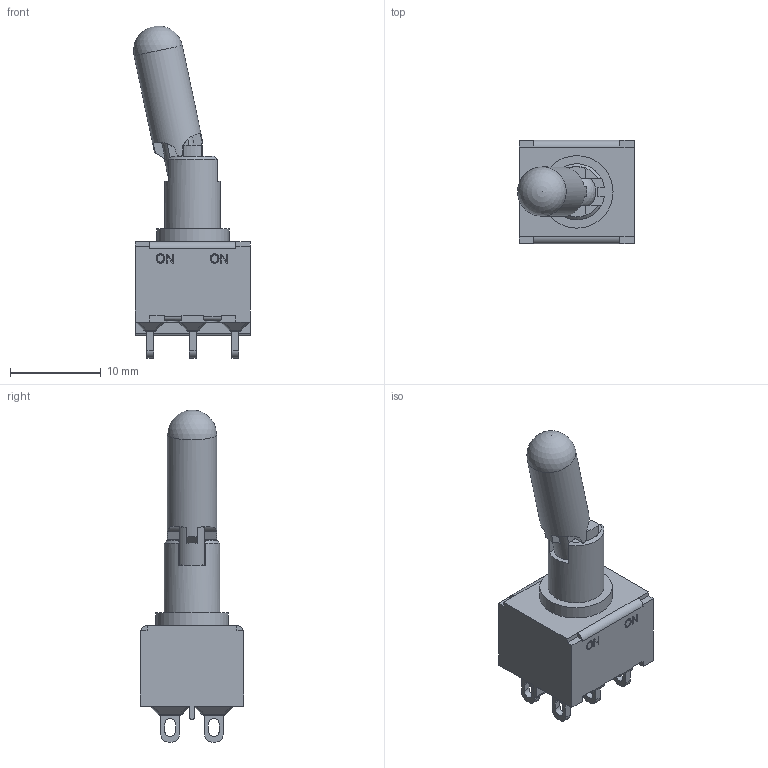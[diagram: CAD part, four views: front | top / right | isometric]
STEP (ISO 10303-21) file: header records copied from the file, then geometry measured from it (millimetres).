
FILE_DESCRIPTION((' '),'2;1');
FILE_NAME('100DPxK1B25M1xE.stp','2017-07-28T10:53:18',(' '),(' '),' ','ACIS',' ');
FILE_SCHEMA(('CONFIG_CONTROL_DESIGN'));
Length unit declared in the file: inch
Products named in the file (1): 100DPxK1B25M1xE.stp
Bounding box: 12.88 x 11.43 x 36.66 mm (x, y, z)
Volume: 1242.8 mm3; surface area: 2181.4 mm2
Topology: 1 solids, 2 shells, 443 faces, 1151 edges, 734 vertices
Faces by surface type: plane 299, cylinder 100, sphere 26, bspline 16, cone 2
Full cylindrical faces by diameter (mm): 1.5 x1, 4.2 x1, 5.44 x1, 8 x1
Entity records: 13626 total; most frequent: CARTESIAN_POINT 2675, ORIENTED_EDGE 2278, DIRECTION 2185, EDGE_CURVE 1139, VECTOR 853, LINE 853, VERTEX_POINT 728, AXIS2_PLACEMENT_3D 666
